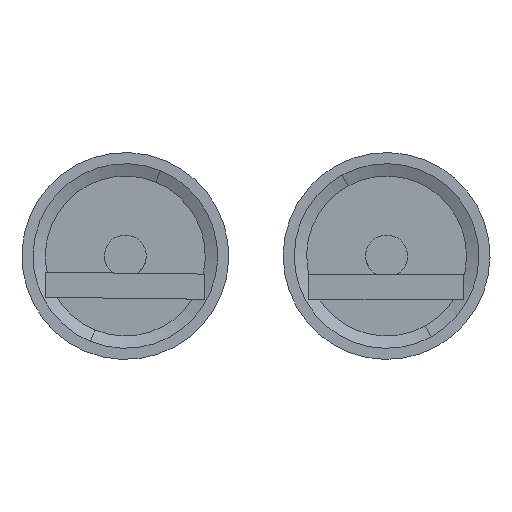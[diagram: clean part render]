
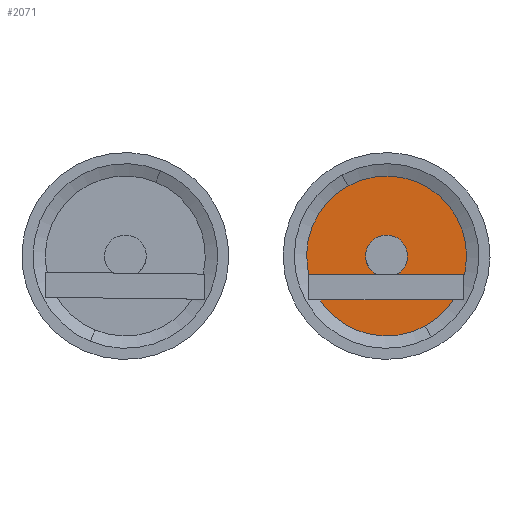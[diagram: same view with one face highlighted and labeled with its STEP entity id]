
A CAD part, front view. The second image highlights one B-rep face of the part: STEP entity #2071.
In plain terms, the highlighted planar face has unit normal (0, -1, 0).
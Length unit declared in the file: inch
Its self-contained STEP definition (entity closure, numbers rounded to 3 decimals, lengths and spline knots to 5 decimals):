
#201 = EDGE_CURVE ( 'NONE', #3258, #3377, #536, .T. ) ;
#269 = AXIS2_PLACEMENT_3D ( 'NONE', #1884, #2045, #1937 ) ;
#536 = CIRCLE ( 'NONE', #269, 0.025 ) ;
#566 = CIRCLE ( 'NONE', #3761, 0.0955 ) ;
#706 = FACE_OUTER_BOUND ( 'NONE', #2669, .T. ) ;
#772 = CIRCLE ( 'NONE', #3733, 0.0955 ) ;
#1051 = CIRCLE ( 'NONE', #3662, 0.025 ) ;
#1113 = FACE_BOUND ( 'NONE', #3104, .T. ) ;
#1356 = DIRECTION ( 'NONE',  ( 1., 0., 0. ) ) ;
#1380 = DIRECTION ( 'NONE',  ( 0., 1., 0. ) ) ;
#1387 = CARTESIAN_POINT ( 'NONE',  ( 0.18517, 0.78664, 0. ) ) ;
#1394 = EDGE_CURVE ( 'NONE', #3229, #3242, #566, .T. ) ;
#1410 = EDGE_CURVE ( 'NONE', #3242, #3229, #772, .T. ) ;
#1483 = EDGE_CURVE ( 'NONE', #3377, #3258, #1051, .T. ) ;
#1580 = DIRECTION ( 'NONE',  ( 0., 1., 0. ) ) ;
#1581 = PLANE ( 'NONE',  #3765 ) ;
#1609 = DIRECTION ( 'NONE',  ( 1., 0., 0. ) ) ;
#1615 = CARTESIAN_POINT ( 'NONE',  ( 0.18517, 0.78664, 0. ) ) ;
#1884 = CARTESIAN_POINT ( 'NONE',  ( 0.18517, 0.78664, 0. ) ) ;
#1937 = DIRECTION ( 'NONE',  ( 1., 0., 0. ) ) ;
#2045 = DIRECTION ( 'NONE',  ( 0., 1., 0. ) ) ;
#2071 = ADVANCED_FACE ( 'NONE', ( #706, #1113 ), #1581, .F. ) ;
#2152 = DIRECTION ( 'NONE',  ( 1., 0., 0. ) ) ;
#2173 = CARTESIAN_POINT ( 'NONE',  ( 0.18517, 0.78664, 0. ) ) ;
#2213 = DIRECTION ( 'NONE',  ( 0., 1., 0. ) ) ;
#2244 = CARTESIAN_POINT ( 'NONE',  ( 0.18517, 0.78664, 0. ) ) ;
#2267 = DIRECTION ( 'NONE',  ( 1., 0., 0. ) ) ;
#2292 = DIRECTION ( 'NONE',  ( 0., 1., 0. ) ) ;
#2384 = CARTESIAN_POINT ( 'NONE',  ( 0.21017, 0.78664, 0. ) ) ;
#2406 = CARTESIAN_POINT ( 'NONE',  ( 0.16017, 0.78664, 0. ) ) ;
#2412 = CARTESIAN_POINT ( 'NONE',  ( 0.13891, 0.78664, 0.08355 ) ) ;
#2444 = CARTESIAN_POINT ( 'NONE',  ( 0.23143, 0.78664, -0.08355 ) ) ;
#2669 = EDGE_LOOP ( 'NONE', ( #3307, #3289 ) ) ;
#2911 = ORIENTED_EDGE ( 'NONE', *, *, #1483, .T. ) ;
#3104 = EDGE_LOOP ( 'NONE', ( #3300, #2911 ) ) ;
#3229 = VERTEX_POINT ( 'NONE', #2444 ) ;
#3242 = VERTEX_POINT ( 'NONE', #2412 ) ;
#3258 = VERTEX_POINT ( 'NONE', #2406 ) ;
#3289 = ORIENTED_EDGE ( 'NONE', *, *, #1394, .F. ) ;
#3300 = ORIENTED_EDGE ( 'NONE', *, *, #201, .T. ) ;
#3307 = ORIENTED_EDGE ( 'NONE', *, *, #1410, .F. ) ;
#3377 = VERTEX_POINT ( 'NONE', #2384 ) ;
#3662 = AXIS2_PLACEMENT_3D ( 'NONE', #2244, #2292, #2267 ) ;
#3733 = AXIS2_PLACEMENT_3D ( 'NONE', #1387, #1380, #1356 ) ;
#3761 = AXIS2_PLACEMENT_3D ( 'NONE', #2173, #2213, #2152 ) ;
#3765 = AXIS2_PLACEMENT_3D ( 'NONE', #1615, #1580, #1609 ) ;
